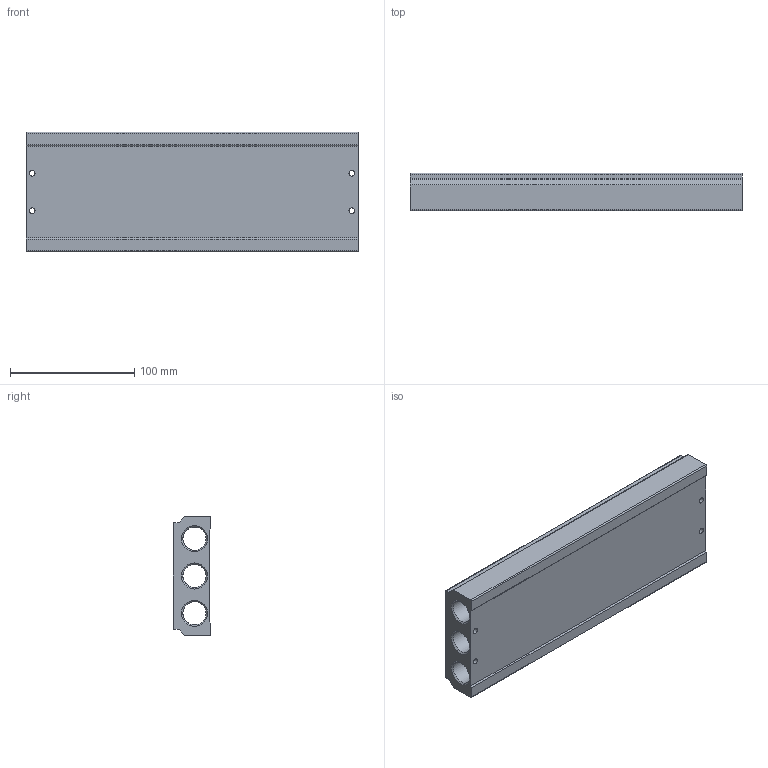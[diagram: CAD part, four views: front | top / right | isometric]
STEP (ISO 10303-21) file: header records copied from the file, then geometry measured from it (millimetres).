
FILE_DESCRIPTION( ( 'STEP AP203' ), '1' );
FILE_NAME( 'MVSC-460-5B8.stp', '2020-07-02T14:46:19', ( 'License CC BY-ND 4.0' ), ( 'CADENAS' ), ' ', 'PARTsolutions', ' ' );
FILE_SCHEMA( ( 'CONFIG_CONTROL_DESIGN' ) );
Length unit declared in the file: millimetre
Products named in the file (1): _MVSC-460-5B8
Bounding box: 267 x 30 x 96 mm (x, y, z)
Volume: 453987 mm3; surface area: 119672.2 mm2
Topology: 1 solids, 1 shells, 107 faces, 273 edges, 176 vertices
Faces by surface type: cylinder 55, plane 46, cone 6
Full cylindrical faces by diameter (mm): 3.4 x16, 4.5 x4, 18 x24, 18.631 x3
Entity records: 5374 total; most frequent: CARTESIAN_POINT 2944, DIRECTION 492, ORIENTED_EDGE 384, EDGE_LOOP 238, AXIS2_PLACEMENT_3D 216, EDGE_CURVE 192, VERTEX_POINT 156, FACE_OUTER_BOUND 154
